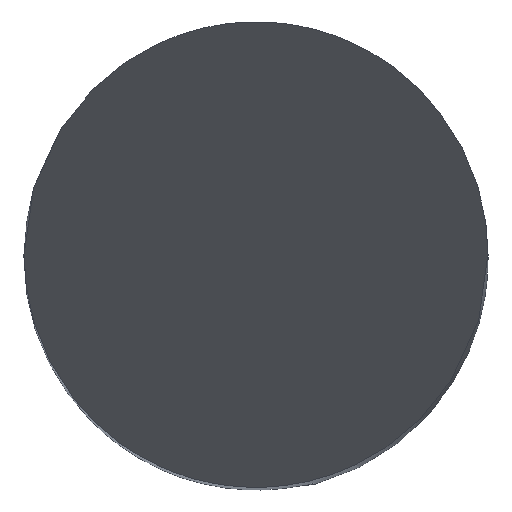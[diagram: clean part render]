
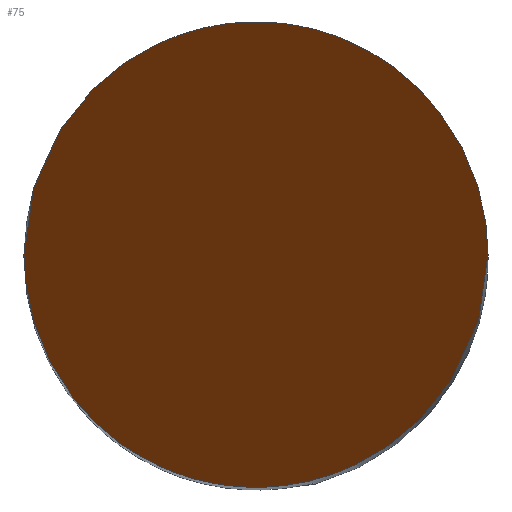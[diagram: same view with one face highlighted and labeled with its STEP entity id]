
A CAD part, top view. The second image highlights one B-rep face of the part: STEP entity #75.
In plain terms, the highlighted planar face has unit normal (0, -0.866, 0.5).
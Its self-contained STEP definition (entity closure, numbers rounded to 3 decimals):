
#75=ADVANCED_FACE('',(#113),#93,.F.);
#93=PLANE('',#519);
#113=FACE_OUTER_BOUND('',#138,.T.);
#138=EDGE_LOOP('',(#274,#275));
#274=ORIENTED_EDGE('',*,*,#409,.F.);
#275=ORIENTED_EDGE('',*,*,#410,.F.);
#355=VERTEX_POINT('',#955);
#356=VERTEX_POINT('',#956);
#409=EDGE_CURVE('',#355,#356,#460,.T.);
#410=EDGE_CURVE('',#356,#355,#461,.T.);
#460=(
BOUNDED_CURVE()
B_SPLINE_CURVE(3,(#951,#952,#953,#954),.UNSPECIFIED.,.F.,.F.)
B_SPLINE_CURVE_WITH_KNOTS((4,4),(0.,1.),.UNSPECIFIED.)
CURVE()
GEOMETRIC_REPRESENTATION_ITEM()
RATIONAL_B_SPLINE_CURVE((1.,0.333,0.333,1.))
REPRESENTATION_ITEM('')
);
#461=(
BOUNDED_CURVE()
B_SPLINE_CURVE(3,(#957,#958,#959,#960),.UNSPECIFIED.,.F.,.F.)
B_SPLINE_CURVE_WITH_KNOTS((4,4),(0.,1.),.UNSPECIFIED.)
CURVE()
GEOMETRIC_REPRESENTATION_ITEM()
RATIONAL_B_SPLINE_CURVE((1.,0.333,0.333,1.))
REPRESENTATION_ITEM('')
);
#519=AXIS2_PLACEMENT_3D('',#961,#590,#591);
#590=DIRECTION('',(0.,0.866,-0.5));
#591=DIRECTION('',(0.,-0.5,-0.866));
#951=CARTESIAN_POINT('',(-2.5,0.,0.));
#952=CARTESIAN_POINT('',(-2.5,5.,8.66));
#953=CARTESIAN_POINT('',(2.5,5.,8.66));
#954=CARTESIAN_POINT('',(2.5,0.,0.));
#955=CARTESIAN_POINT('',(-2.5,0.,0.));
#956=CARTESIAN_POINT('',(2.5,0.,0.));
#957=CARTESIAN_POINT('',(2.5,0.,0.));
#958=CARTESIAN_POINT('',(2.5,-5.,-8.66));
#959=CARTESIAN_POINT('',(-2.5,-5.,-8.66));
#960=CARTESIAN_POINT('',(-2.5,0.,0.));
#961=CARTESIAN_POINT('',(2.5,2.5,4.33));
